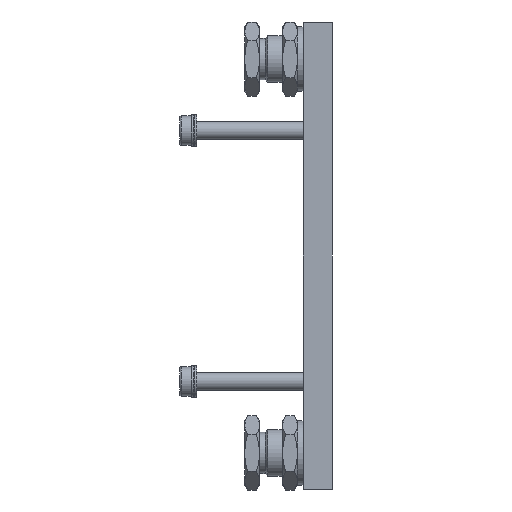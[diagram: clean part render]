
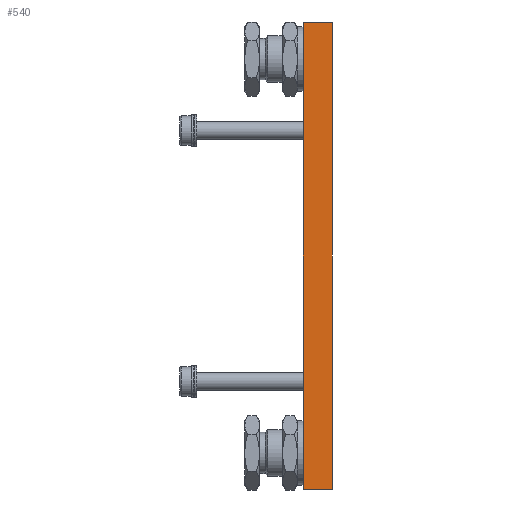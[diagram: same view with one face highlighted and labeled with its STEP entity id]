
A CAD part, left-side view. The second image highlights one B-rep face of the part: STEP entity #540.
In plain terms, the highlighted planar face has unit normal (-1, 0, 0).
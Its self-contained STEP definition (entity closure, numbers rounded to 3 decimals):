
#25 = EDGE_CURVE ( 'NONE', #26245, #14993, #20544, .T. ) ;
#540 = ADVANCED_FACE ( 'NONE', ( #16432 ), #8843, .F. ) ;
#552 = VERTEX_POINT ( 'NONE', #22003 ) ;
#1090 = LINE ( 'NONE', #13347, #4754 ) ;
#1572 = VERTEX_POINT ( 'NONE', #13356 ) ;
#3066 = CARTESIAN_POINT ( 'NONE',  ( -82.5, 10., -80. ) ) ;
#3705 = DIRECTION ( 'NONE',  ( 0., 0., 1. ) ) ;
#4621 = ORIENTED_EDGE ( 'NONE', *, *, #26279, .T. ) ;
#4754 = VECTOR ( 'NONE', #11090, 1000. ) ;
#5981 = CARTESIAN_POINT ( 'NONE',  ( -82.5, 10., -80. ) ) ;
#7140 = DIRECTION ( 'NONE',  ( 0., -1., 0. ) ) ;
#8843 = PLANE ( 'NONE',  #11549 ) ;
#9910 = VECTOR ( 'NONE', #7140, 1000. ) ;
#10428 = CARTESIAN_POINT ( 'NONE',  ( -82.5, 10., -80. ) ) ;
#11065 = DIRECTION ( 'NONE',  ( 0., -1., 0. ) ) ;
#11090 = DIRECTION ( 'NONE',  ( 0., 0., 1. ) ) ;
#11549 = AXIS2_PLACEMENT_3D ( 'NONE', #22391, #18495, #12706 ) ;
#12706 = DIRECTION ( 'NONE',  ( 0., 0., -1. ) ) ;
#13347 = CARTESIAN_POINT ( 'NONE',  ( -82.5, 0., -80. ) ) ;
#13356 = CARTESIAN_POINT ( 'NONE',  ( -82.5, 0., -80. ) ) ;
#13629 = CARTESIAN_POINT ( 'NONE',  ( -82.5, 10., 80. ) ) ;
#14969 = ORIENTED_EDGE ( 'NONE', *, *, #22490, .F. ) ;
#14993 = VERTEX_POINT ( 'NONE', #13629 ) ;
#16432 = FACE_OUTER_BOUND ( 'NONE', #21146, .T. ) ;
#17399 = EDGE_CURVE ( 'NONE', #26245, #1572, #23080, .T. ) ;
#18495 = DIRECTION ( 'NONE',  ( 1., 0., 0. ) ) ;
#19004 = VECTOR ( 'NONE', #3705, 1000. ) ;
#19706 = ORIENTED_EDGE ( 'NONE', *, *, #25, .F. ) ;
#19817 = CARTESIAN_POINT ( 'NONE',  ( -82.5, 10., 80. ) ) ;
#20544 = LINE ( 'NONE', #5981, #19004 ) ;
#21146 = EDGE_LOOP ( 'NONE', ( #4621, #14969, #19706, #22495 ) ) ;
#22003 = CARTESIAN_POINT ( 'NONE',  ( -82.5, 0., 80. ) ) ;
#22391 = CARTESIAN_POINT ( 'NONE',  ( -82.5, 10., -80. ) ) ;
#22490 = EDGE_CURVE ( 'NONE', #14993, #552, #25000, .T. ) ;
#22495 = ORIENTED_EDGE ( 'NONE', *, *, #17399, .T. ) ;
#23080 = LINE ( 'NONE', #10428, #9910 ) ;
#25000 = LINE ( 'NONE', #19817, #25323 ) ;
#25323 = VECTOR ( 'NONE', #11065, 1000. ) ;
#26245 = VERTEX_POINT ( 'NONE', #3066 ) ;
#26279 = EDGE_CURVE ( 'NONE', #1572, #552, #1090, .T. ) ;
